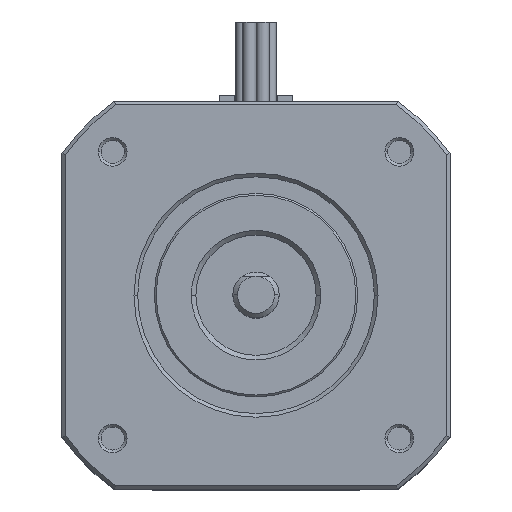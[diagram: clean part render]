
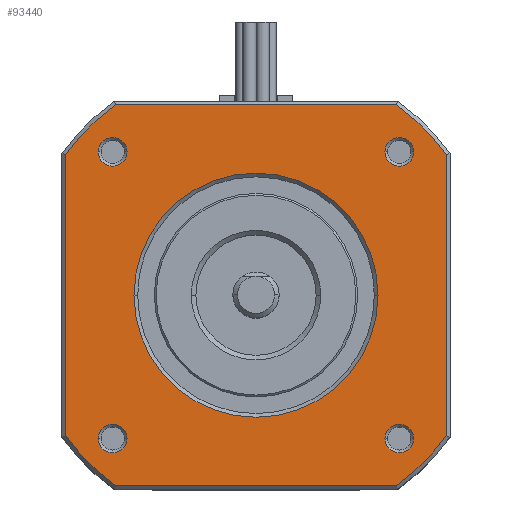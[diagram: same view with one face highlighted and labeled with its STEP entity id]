
A CAD part, top view. The second image highlights one B-rep face of the part: STEP entity #93440.
In plain terms, the highlighted planar face has unit normal (0, 0, 1).
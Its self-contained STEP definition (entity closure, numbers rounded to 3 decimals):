
#76680=CARTESIAN_POINT('',(-15.199,-20.6,0.));
#76690=VERTEX_POINT('',#76680);
#76720=CARTESIAN_POINT('',(0.,-20.6,0.));
#76730=DIRECTION('',(-1.,0.,0.));
#76740=VECTOR('',#76730,1.);
#76750=LINE('',#76720,#76740);
#76760=CARTESIAN_POINT('',(15.199,-20.6,0.));
#76770=VERTEX_POINT('',#76760);
#76780=EDGE_CURVE('',#76770,#76690,#76750,.T.);
#77140=CARTESIAN_POINT('',(0.,0.,0.
));
#77150=DIRECTION('',(-0.,-0.,1.));
#77160=DIRECTION('',(-1.,0.,-0.));
#77170=AXIS2_PLACEMENT_3D('',#77140,#77150,#77160);
#77180=CIRCLE('',#77170,25.6);
#77190=CARTESIAN_POINT('',(20.6,-15.199,0.));
#77200=VERTEX_POINT('',#77190);
#77210=EDGE_CURVE('',#76770,#77200,#77180,.T.);
#77570=CARTESIAN_POINT('',(20.6,0.,-0.));
#77580=DIRECTION('',(0.,-1.,0.));
#77590=VECTOR('',#77580,1.);
#77600=LINE('',#77570,#77590);
#77610=CARTESIAN_POINT('',(20.6,15.199,0.));
#77620=VERTEX_POINT('',#77610);
#77630=EDGE_CURVE('',#77620,#77200,#77600,.T.);
#81580=CARTESIAN_POINT('',(-20.6,15.199,0.));
#81590=VERTEX_POINT('',#81580);
#81620=CARTESIAN_POINT('',(-20.6,0.,0.));
#81630=DIRECTION('',(0.,1.,-0.));
#81640=VECTOR('',#81630,1.);
#81650=LINE('',#81620,#81640);
#81660=CARTESIAN_POINT('',(-20.6,-15.199,
0.));
#81670=VERTEX_POINT('',#81660);
#81680=EDGE_CURVE('',#81670,#81590,#81650,.T.);
#81990=CARTESIAN_POINT('',(0.,0.,0.)
);
#82000=DIRECTION('',(-0.,-0.,1.));
#82010=DIRECTION('',(-1.,0.,-0.));
#82020=AXIS2_PLACEMENT_3D('',#81990,#82000,#82010);
#82030=CIRCLE('',#82020,25.6);
#82040=EDGE_CURVE('',#81670,#76690,#82030,.T.);
#87160=CARTESIAN_POINT('',(0.,0.,
0.));
#87170=DIRECTION('',(-0.,-0.,1.));
#87180=DIRECTION('',(-1.,0.,-0.));
#87190=AXIS2_PLACEMENT_3D('',#87160,#87170,#87180);
#87200=CIRCLE('',#87190,25.6);
#87210=CARTESIAN_POINT('',(15.199,20.6,0.));
#87220=VERTEX_POINT('',#87210);
#87230=EDGE_CURVE('',#77620,#87220,#87200,.T.);
#87590=CARTESIAN_POINT('',(0.,20.6,0.));
#87600=DIRECTION('',(1.,0.,-0.));
#87610=VECTOR('',#87600,1.);
#87620=LINE('',#87590,#87610);
#87630=CARTESIAN_POINT('',(-15.199,20.6,
0.));
#87640=VERTEX_POINT('',#87630);
#87650=EDGE_CURVE('',#87640,#87220,#87620,.T.);
#92480=CARTESIAN_POINT('',(-20.6,-20.6,0.));
#92490=DIRECTION('',(0.,0.,1.));
#92500=DIRECTION('',(1.,0.,-0.));
#92510=AXIS2_PLACEMENT_3D('',#92480,#92490,#92500);
#92520=PLANE('',#92510);
#92530=ORIENTED_EDGE('',*,*,#82040,.T.);
#92540=ORIENTED_EDGE('',*,*,#81680,.F.);
#92550=CARTESIAN_POINT('',(0.,0.,0.
));
#92560=DIRECTION('',(-0.,-0.,1.));
#92570=DIRECTION('',(-1.,0.,-0.));
#92580=AXIS2_PLACEMENT_3D('',#92550,#92560,#92570);
#92590=CIRCLE('',#92580,25.6);
#92600=EDGE_CURVE('',#87640,#81590,#92590,.T.);
#92610=ORIENTED_EDGE('',*,*,#92600,.T.);
#92620=ORIENTED_EDGE('',*,*,#87650,.F.);
#92630=ORIENTED_EDGE('',*,*,#87230,.T.);
#92640=ORIENTED_EDGE('',*,*,#77630,.F.);
#92650=ORIENTED_EDGE('',*,*,#77210,.T.);
#92660=ORIENTED_EDGE('',*,*,#76780,.F.);
#92670=EDGE_LOOP('',(#92660,#92650,#92640,#92630,#92620,#92610,#92540,
#92530));
#92680=FACE_OUTER_BOUND('',#92670,.T.);
#92690=CARTESIAN_POINT('',(-15.5,-15.5,0.));
#92700=DIRECTION('',(-0.,-0.,-1.));
#92710=DIRECTION('',(1.,0.,0.));
#92720=AXIS2_PLACEMENT_3D('',#92690,#92700,#92710);
#92730=CIRCLE('',#92720,1.55);
#92740=CARTESIAN_POINT('',(-13.95,-15.5,0.));
#92750=VERTEX_POINT('',#92740);
#92760=CARTESIAN_POINT('',(-17.05,-15.5,0.));
#92770=VERTEX_POINT('',#92760);
#92780=EDGE_CURVE('',#92750,#92770,#92730,.T.);
#92790=ORIENTED_EDGE('',*,*,#92780,.T.);
#92800=EDGE_CURVE('',#92770,#92750,#92730,.T.);
#92810=ORIENTED_EDGE('',*,*,#92800,.T.);
#92820=EDGE_LOOP('',(#92810,#92790));
#92830=FACE_BOUND('',#92820,.T.);
#92840=CARTESIAN_POINT('',(15.5,-15.5,0.));
#92850=DIRECTION('',(-0.,-0.,-1.));
#92860=DIRECTION('',(1.,0.,0.));
#92870=AXIS2_PLACEMENT_3D('',#92840,#92850,#92860);
#92880=CIRCLE('',#92870,1.55);
#92890=CARTESIAN_POINT('',(13.95,-15.5,0.));
#92900=VERTEX_POINT('',#92890);
#92910=CARTESIAN_POINT('',(17.05,-15.5,0.));
#92920=VERTEX_POINT('',#92910);
#92930=EDGE_CURVE('',#92900,#92920,#92880,.T.);
#92940=ORIENTED_EDGE('',*,*,#92930,.T.);
#92950=EDGE_CURVE('',#92920,#92900,#92880,.T.);
#92960=ORIENTED_EDGE('',*,*,#92950,.T.);
#92970=EDGE_LOOP('',(#92960,#92940));
#92980=FACE_BOUND('',#92970,.T.);
#92990=CARTESIAN_POINT('',(15.5,15.5,0.));
#93000=DIRECTION('',(-0.,-0.,-1.));
#93010=DIRECTION('',(1.,0.,0.));
#93020=AXIS2_PLACEMENT_3D('',#92990,#93000,#93010);
#93030=CIRCLE('',#93020,1.55);
#93040=CARTESIAN_POINT('',(17.05,15.5,0.));
#93050=VERTEX_POINT('',#93040);
#93060=CARTESIAN_POINT('',(13.95,15.5,0.));
#93070=VERTEX_POINT('',#93060);
#93080=EDGE_CURVE('',#93050,#93070,#93030,.T.);
#93090=ORIENTED_EDGE('',*,*,#93080,.T.);
#93100=EDGE_CURVE('',#93070,#93050,#93030,.T.);
#93110=ORIENTED_EDGE('',*,*,#93100,.T.);
#93120=EDGE_LOOP('',(#93110,#93090));
#93130=FACE_BOUND('',#93120,.T.);
#93140=CARTESIAN_POINT('',(-15.5,15.5,0.));
#93150=DIRECTION('',(-0.,-0.,-1.));
#93160=DIRECTION('',(1.,0.,0.));
#93170=AXIS2_PLACEMENT_3D('',#93140,#93150,#93160);
#93180=CIRCLE('',#93170,1.55);
#93190=CARTESIAN_POINT('',(-17.05,15.5,0.));
#93200=VERTEX_POINT('',#93190);
#93210=CARTESIAN_POINT('',(-13.95,15.5,0.));
#93220=VERTEX_POINT('',#93210);
#93230=EDGE_CURVE('',#93200,#93220,#93180,.T.);
#93240=ORIENTED_EDGE('',*,*,#93230,.T.);
#93250=EDGE_CURVE('',#93220,#93200,#93180,.T.);
#93260=ORIENTED_EDGE('',*,*,#93250,.T.);
#93270=EDGE_LOOP('',(#93260,#93240));
#93280=FACE_BOUND('',#93270,.T.);
#93290=CARTESIAN_POINT('',(0.,0.,
0.));
#93300=DIRECTION('',(-0.,-0.,-1.));
#93310=DIRECTION('',(1.,0.,0.));
#93320=AXIS2_PLACEMENT_3D('',#93290,#93300,#93310);
#93330=CIRCLE('',#93320,13.2);
#93340=CARTESIAN_POINT('',(-13.2,0.,
0.));
#93350=VERTEX_POINT('',#93340);
#93360=CARTESIAN_POINT('',(13.2,0.,
0.));
#93370=VERTEX_POINT('',#93360);
#93380=EDGE_CURVE('',#93350,#93370,#93330,.T.);
#93390=ORIENTED_EDGE('',*,*,#93380,.T.);
#93400=EDGE_CURVE('',#93370,#93350,#93330,.T.);
#93410=ORIENTED_EDGE('',*,*,#93400,.T.);
#93420=EDGE_LOOP('',(#93410,#93390));
#93430=FACE_BOUND('',#93420,.T.);
#93440=ADVANCED_FACE('',(#92680,#92830,#92980,#93130,#93280,#93430),
#92520,.T.);
